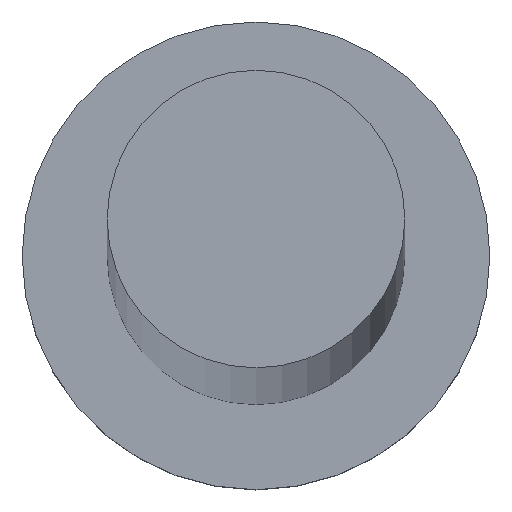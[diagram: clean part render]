
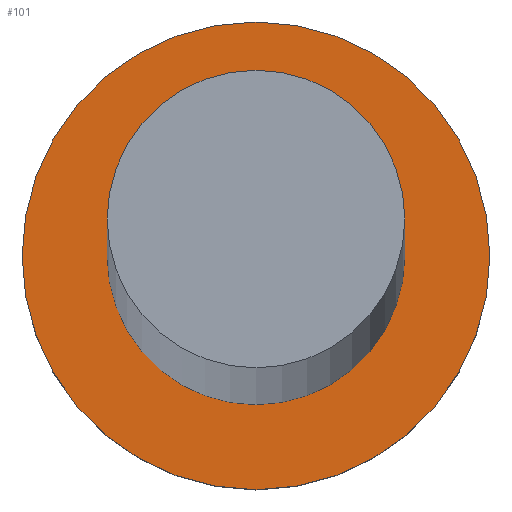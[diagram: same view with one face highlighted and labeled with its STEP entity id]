
A CAD part, top view. The second image highlights one B-rep face of the part: STEP entity #101.
In plain terms, the highlighted planar face has unit normal (0, 0, 1).
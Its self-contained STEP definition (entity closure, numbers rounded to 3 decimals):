
#11 = DIRECTION ( 'NONE',  ( 1., 0., 0. ) ) ;
#13 = FACE_OUTER_BOUND ( 'NONE', #22, .T. ) ;
#18 = CIRCLE ( 'NONE', #140, 7. ) ;
#22 = EDGE_LOOP ( 'NONE', ( #192, #83 ) ) ;
#25 = ORIENTED_EDGE ( 'NONE', *, *, #169, .F. ) ;
#33 = CARTESIAN_POINT ( 'NONE',  ( 0., 0., 7. ) ) ;
#34 = DIRECTION ( 'NONE',  ( 0., 0., 1. ) ) ;
#46 = AXIS2_PLACEMENT_3D ( 'NONE', #201, #198, #141 ) ;
#47 = CARTESIAN_POINT ( 'NONE',  ( -11., 0., 7. ) ) ;
#54 = DIRECTION ( 'NONE',  ( 1., 0., 0. ) ) ;
#64 = AXIS2_PLACEMENT_3D ( 'NONE', #33, #110, #54 ) ;
#75 = DIRECTION ( 'NONE',  ( 0., 0., 1. ) ) ;
#81 = VERTEX_POINT ( 'NONE', #47 ) ;
#83 = ORIENTED_EDGE ( 'NONE', *, *, #94, .T. ) ;
#87 = EDGE_LOOP ( 'NONE', ( #214, #25 ) ) ;
#94 = EDGE_CURVE ( 'NONE', #174, #81, #133, .T. ) ;
#101 = ADVANCED_FACE ( 'NONE', ( #183, #13 ), #203, .T. ) ;
#110 = DIRECTION ( 'NONE',  ( 0., 0., 1. ) ) ;
#112 = AXIS2_PLACEMENT_3D ( 'NONE', #164, #145, #230 ) ;
#118 = CIRCLE ( 'NONE', #177, 7. ) ;
#133 = CIRCLE ( 'NONE', #46, 11. ) ;
#140 = AXIS2_PLACEMENT_3D ( 'NONE', #245, #34, #11 ) ;
#141 = DIRECTION ( 'NONE',  ( 1., 0., 0. ) ) ;
#145 = DIRECTION ( 'NONE',  ( 0., 0., 1. ) ) ;
#152 = EDGE_CURVE ( 'NONE', #81, #174, #221, .T. ) ;
#164 = CARTESIAN_POINT ( 'NONE',  ( 0., 0., 7. ) ) ;
#169 = EDGE_CURVE ( 'NONE', #235, #194, #118, .T. ) ;
#174 = VERTEX_POINT ( 'NONE', #213 ) ;
#177 = AXIS2_PLACEMENT_3D ( 'NONE', #252, #75, #232 ) ;
#183 = FACE_BOUND ( 'NONE', #87, .T. ) ;
#187 = CARTESIAN_POINT ( 'NONE',  ( -7., 0., 7. ) ) ;
#188 = EDGE_CURVE ( 'NONE', #194, #235, #18, .T. ) ;
#192 = ORIENTED_EDGE ( 'NONE', *, *, #152, .T. ) ;
#194 = VERTEX_POINT ( 'NONE', #187 ) ;
#198 = DIRECTION ( 'NONE',  ( 0., 0., 1. ) ) ;
#201 = CARTESIAN_POINT ( 'NONE',  ( 0., 0., 7. ) ) ;
#203 = PLANE ( 'NONE',  #64 ) ;
#213 = CARTESIAN_POINT ( 'NONE',  ( 11., 0., 7. ) ) ;
#214 = ORIENTED_EDGE ( 'NONE', *, *, #188, .F. ) ;
#221 = CIRCLE ( 'NONE', #112, 11. ) ;
#229 = CARTESIAN_POINT ( 'NONE',  ( 7., 0., 7. ) ) ;
#230 = DIRECTION ( 'NONE',  ( 1., 0., 0. ) ) ;
#232 = DIRECTION ( 'NONE',  ( 1., 0., 0. ) ) ;
#235 = VERTEX_POINT ( 'NONE', #229 ) ;
#245 = CARTESIAN_POINT ( 'NONE',  ( 0., 0., 7. ) ) ;
#252 = CARTESIAN_POINT ( 'NONE',  ( 0., 0., 7. ) ) ;
